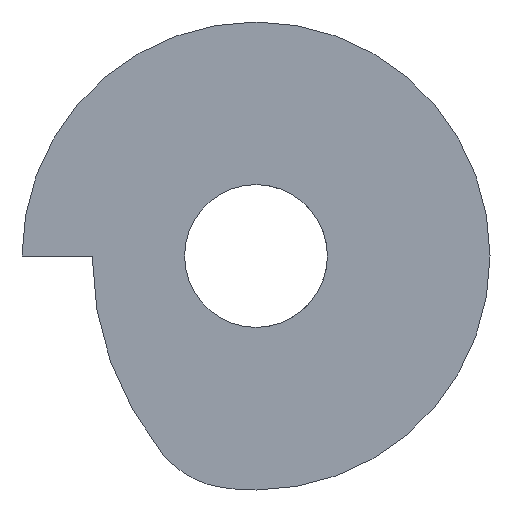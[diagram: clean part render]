
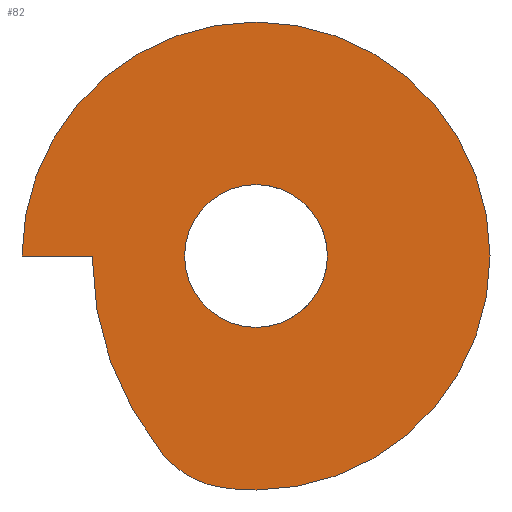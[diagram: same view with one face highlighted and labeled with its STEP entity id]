
A CAD part, left-side view. The second image highlights one B-rep face of the part: STEP entity #82.
In plain terms, the highlighted planar face has unit normal (-1, 0, 0).
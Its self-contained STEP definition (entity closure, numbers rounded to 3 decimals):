
#4 = CIRCLE ( 'NONE', #764, 10. ) ;
#17 = EDGE_CURVE ( 'NONE', #474, #652, #284, .T. ) ;
#47 = ORIENTED_EDGE ( 'NONE', *, *, #93, .T. ) ;
#62 = EDGE_CURVE ( 'NONE', #562, #914, #805, .T. ) ;
#81 = VERTEX_POINT ( 'NONE', #171 ) ;
#82 = ADVANCED_FACE ( 'NONE', ( #322, #379 ), #593, .F. ) ;
#90 = CARTESIAN_POINT ( 'NONE',  ( -3., 10., 0. ) ) ;
#93 = EDGE_CURVE ( 'NONE', #788, #914, #645, .T. ) ;
#99 = DIRECTION ( 'NONE',  ( -1., 0., 0. ) ) ;
#117 = DIRECTION ( 'NONE',  ( 1., 0., 0. ) ) ;
#118 = VERTEX_POINT ( 'NONE', #543 ) ;
#139 = EDGE_CURVE ( 'NONE', #442, #562, #4, .T. ) ;
#143 = CARTESIAN_POINT ( 'NONE',  ( -3., 0., 0. ) ) ;
#171 = CARTESIAN_POINT ( 'NONE',  ( -3., 7., 0. ) ) ;
#172 = AXIS2_PLACEMENT_3D ( 'NONE', #448, #99, #613 ) ;
#177 = DIRECTION ( 'NONE',  ( 1., 0., 0. ) ) ;
#184 = DIRECTION ( 'NONE',  ( -1., 0., 0. ) ) ;
#187 = CIRCLE ( 'NONE', #660, 3.05 ) ;
#246 = DIRECTION ( 'NONE',  ( 1., 0., 0. ) ) ;
#273 = LINE ( 'NONE', #90, #751 ) ;
#284 = CIRCLE ( 'NONE', #688, 3.05 ) ;
#292 = EDGE_LOOP ( 'NONE', ( #47, #836, #304, #796, #420, #395 ) ) ;
#303 = CARTESIAN_POINT ( 'NONE',  ( -3., 0., 0. ) ) ;
#304 = ORIENTED_EDGE ( 'NONE', *, *, #139, .F. ) ;
#317 = CARTESIAN_POINT ( 'NONE',  ( -3., -6.375, 0. ) ) ;
#322 = FACE_BOUND ( 'NONE', #687, .T. ) ;
#343 = ORIENTED_EDGE ( 'NONE', *, *, #365, .T. ) ;
#365 = EDGE_CURVE ( 'NONE', #652, #474, #187, .T. ) ;
#379 = FACE_OUTER_BOUND ( 'NONE', #292, .T. ) ;
#395 = ORIENTED_EDGE ( 'NONE', *, *, #515, .T. ) ;
#420 = ORIENTED_EDGE ( 'NONE', *, *, #681, .T. ) ;
#433 = DIRECTION ( 'NONE',  ( 1., 0., 0. ) ) ;
#437 = CARTESIAN_POINT ( 'NONE',  ( -3., 3.979, -8.467 ) ) ;
#442 = VERTEX_POINT ( 'NONE', #659 ) ;
#448 = CARTESIAN_POINT ( 'NONE',  ( -3., 0.882, -5.935 ) ) ;
#465 = CARTESIAN_POINT ( 'NONE',  ( -3., 0., 0. ) ) ;
#474 = VERTEX_POINT ( 'NONE', #743 ) ;
#501 = DIRECTION ( 'NONE',  ( 0., -1., 0. ) ) ;
#515 = EDGE_CURVE ( 'NONE', #81, #788, #723, .T. ) ;
#520 = CARTESIAN_POINT ( 'NONE',  ( -3., 0., 0. ) ) ;
#529 = AXIS2_PLACEMENT_3D ( 'NONE', #520, #810, #729 ) ;
#534 = DIRECTION ( 'NONE',  ( 0., 0., -1. ) ) ;
#543 = CARTESIAN_POINT ( 'NONE',  ( -3., 10., 0. ) ) ;
#562 = VERTEX_POINT ( 'NONE', #615 ) ;
#593 = PLANE ( 'NONE',  #725 ) ;
#613 = DIRECTION ( 'NONE',  ( 0., 0., -1. ) ) ;
#615 = CARTESIAN_POINT ( 'NONE',  ( -3., 0., -10. ) ) ;
#620 = CARTESIAN_POINT ( 'NONE',  ( -3., 0., 3.05 ) ) ;
#636 = ORIENTED_EDGE ( 'NONE', *, *, #17, .T. ) ;
#645 = CIRCLE ( 'NONE', #172, 4. ) ;
#648 = AXIS2_PLACEMENT_3D ( 'NONE', #678, #246, #534 ) ;
#652 = VERTEX_POINT ( 'NONE', #620 ) ;
#659 = CARTESIAN_POINT ( 'NONE',  ( -3., 0., 10. ) ) ;
#660 = AXIS2_PLACEMENT_3D ( 'NONE', #143, #433, #790 ) ;
#678 = CARTESIAN_POINT ( 'NONE',  ( -3., 0., 0. ) ) ;
#681 = EDGE_CURVE ( 'NONE', #118, #81, #273, .T. ) ;
#687 = EDGE_LOOP ( 'NONE', ( #636, #343 ) ) ;
#688 = AXIS2_PLACEMENT_3D ( 'NONE', #303, #753, #824 ) ;
#723 = CIRCLE ( 'NONE', #778, 13.375 ) ;
#725 = AXIS2_PLACEMENT_3D ( 'NONE', #465, #117, #735 ) ;
#726 = CIRCLE ( 'NONE', #529, 10. ) ;
#729 = DIRECTION ( 'NONE',  ( 0., 0., -1. ) ) ;
#735 = DIRECTION ( 'NONE',  ( 0., 0., -1. ) ) ;
#743 = CARTESIAN_POINT ( 'NONE',  ( -3., 0., -3.05 ) ) ;
#751 = VECTOR ( 'NONE', #501, 1000. ) ;
#753 = DIRECTION ( 'NONE',  ( 1., 0., 0. ) ) ;
#764 = AXIS2_PLACEMENT_3D ( 'NONE', #873, #177, #835 ) ;
#778 = AXIS2_PLACEMENT_3D ( 'NONE', #317, #184, #807 ) ;
#788 = VERTEX_POINT ( 'NONE', #437 ) ;
#790 = DIRECTION ( 'NONE',  ( 0., 0., -1. ) ) ;
#796 = ORIENTED_EDGE ( 'NONE', *, *, #913, .F. ) ;
#800 = CARTESIAN_POINT ( 'NONE',  ( -3., 1.471, -9.891 ) ) ;
#805 = CIRCLE ( 'NONE', #648, 10. ) ;
#807 = DIRECTION ( 'NONE',  ( 0., 0., -1. ) ) ;
#810 = DIRECTION ( 'NONE',  ( 1., 0., 0. ) ) ;
#824 = DIRECTION ( 'NONE',  ( 0., 0., -1. ) ) ;
#835 = DIRECTION ( 'NONE',  ( 0., 0., -1. ) ) ;
#836 = ORIENTED_EDGE ( 'NONE', *, *, #62, .F. ) ;
#873 = CARTESIAN_POINT ( 'NONE',  ( -3., 0., 0. ) ) ;
#913 = EDGE_CURVE ( 'NONE', #118, #442, #726, .T. ) ;
#914 = VERTEX_POINT ( 'NONE', #800 ) ;
